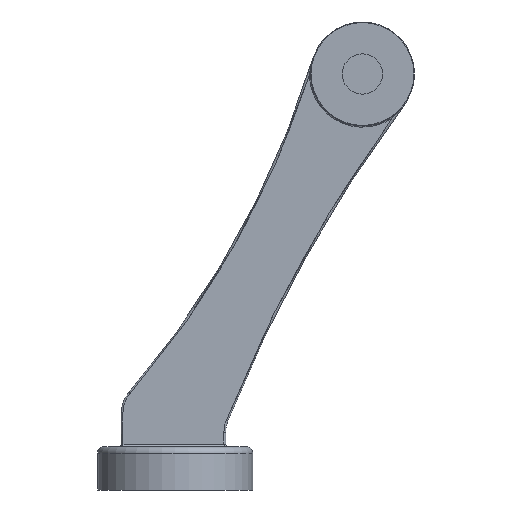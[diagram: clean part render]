
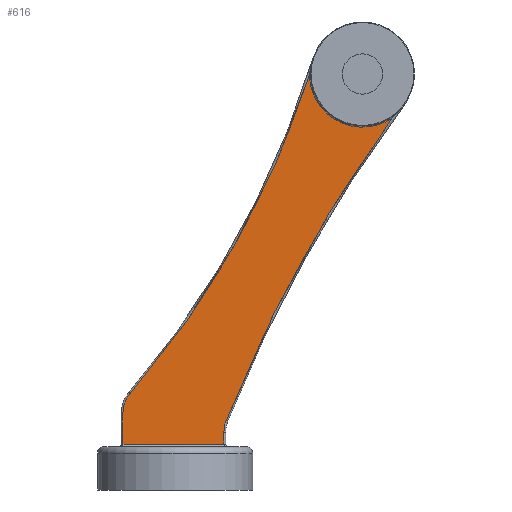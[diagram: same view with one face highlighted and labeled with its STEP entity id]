
A CAD part, front view. The second image highlights one B-rep face of the part: STEP entity #616.
In plain terms, the highlighted planar face has unit normal (0, -1, 0).
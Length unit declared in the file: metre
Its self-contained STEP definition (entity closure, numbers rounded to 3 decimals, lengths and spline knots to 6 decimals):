
#58=LINE('',#969,#80);
#59=LINE('',#971,#81);
#60=LINE('',#973,#82);
#80=VECTOR('',#796,1.);
#81=VECTOR('',#797,1.);
#82=VECTOR('',#798,1.);
#147=ORIENTED_EDGE('',*,*,#314,.F.);
#148=ORIENTED_EDGE('',*,*,#315,.F.);
#149=ORIENTED_EDGE('',*,*,#316,.F.);
#150=ORIENTED_EDGE('',*,*,#317,.F.);
#151=ORIENTED_EDGE('',*,*,#318,.F.);
#152=ORIENTED_EDGE('',*,*,#319,.F.);
#153=ORIENTED_EDGE('',*,*,#320,.F.);
#154=ORIENTED_EDGE('',*,*,#321,.F.);
#314=EDGE_CURVE('',#401,#402,#450,.T.);
#315=EDGE_CURVE('',#403,#401,#451,.T.);
#316=EDGE_CURVE('',#404,#403,#452,.T.);
#317=EDGE_CURVE('',#405,#404,#58,.T.);
#318=EDGE_CURVE('',#406,#405,#59,.T.);
#319=EDGE_CURVE('',#407,#406,#60,.T.);
#320=EDGE_CURVE('',#408,#407,#453,.T.);
#321=EDGE_CURVE('',#402,#408,#454,.T.);
#401=VERTEX_POINT('',#963);
#402=VERTEX_POINT('',#964);
#403=VERTEX_POINT('',#966);
#404=VERTEX_POINT('',#968);
#405=VERTEX_POINT('',#970);
#406=VERTEX_POINT('',#972);
#407=VERTEX_POINT('',#974);
#408=VERTEX_POINT('',#976);
#450=CIRCLE('',#686,0.179);
#451=CIRCLE('',#687,3.138604);
#452=CIRCLE('',#688,0.1);
#453=CIRCLE('',#689,0.112);
#454=CIRCLE('',#690,4.712719);
#497=EDGE_LOOP('',(#147,#148,#149,#150,#151,#152,#153,#154));
#555=FACE_BOUND('',#497,.T.);
#601=PLANE('',#685);
#616=ADVANCED_FACE('',(#555),#601,.F.);
#685=AXIS2_PLACEMENT_3D('',#961,#788,#789);
#686=AXIS2_PLACEMENT_3D('',#962,#790,#791);
#687=AXIS2_PLACEMENT_3D('',#965,#792,#793);
#688=AXIS2_PLACEMENT_3D('',#967,#794,#795);
#689=AXIS2_PLACEMENT_3D('',#975,#799,#800);
#690=AXIS2_PLACEMENT_3D('',#977,#801,#802);
#788=DIRECTION('',(0.,1.,0.));
#789=DIRECTION('',(1.,0.,0.));
#790=DIRECTION('',(0.,-1.,0.));
#791=DIRECTION('',(-0.452,0.,-0.892));
#792=DIRECTION('',(0.,-1.,0.));
#793=DIRECTION('',(0.876,0.,-0.483));
#794=DIRECTION('',(0.,1.,0.));
#795=DIRECTION('',(-0.938,0.,0.348));
#796=DIRECTION('',(0.,0.,1.));
#797=DIRECTION('',(-1.,0.,0.));
#798=DIRECTION('',(0.,0.,-1.));
#799=DIRECTION('',(0.,-1.,0.));
#800=DIRECTION('',(-0.982,0.,0.189));
#801=DIRECTION('',(0.,-1.,0.));
#802=DIRECTION('',(-0.873,0.,0.487));
#961=CARTESIAN_POINT('',(0.294924,-0.0775,1.331376));
#962=CARTESIAN_POINT('',(0.630672,-0.0775,1.932986));
#963=CARTESIAN_POINT('',(0.451748,-0.0775,1.927778));
#964=CARTESIAN_POINT('',(0.732078,-0.0775,1.785481));
#965=CARTESIAN_POINT('',(-2.531441,-0.0775,2.903183));
#966=CARTESIAN_POINT('',(-0.151158,-0.0775,0.857435));
#967=CARTESIAN_POINT('',(-0.075319,-0.0775,0.792255));
#968=CARTESIAN_POINT('',(-0.175319,-0.0775,0.792255));
#969=CARTESIAN_POINT('',(-0.175319,-0.0775,1.004905));
#970=CARTESIAN_POINT('',(-0.175319,-0.0775,0.687434));
#971=CARTESIAN_POINT('',(0.147462,-0.0775,0.687434));
#972=CARTESIAN_POINT('',(0.164229,-0.0775,0.687434));
#973=CARTESIAN_POINT('',(0.164229,-0.0775,1.03892));
#974=CARTESIAN_POINT('',(0.164229,-0.0775,0.726234));
#975=CARTESIAN_POINT('',(0.276229,-0.0775,0.726234));
#976=CARTESIAN_POINT('',(0.172193,-0.0775,0.767712));
#977=CARTESIAN_POINT('',(4.549824,-0.0775,-0.977585));
